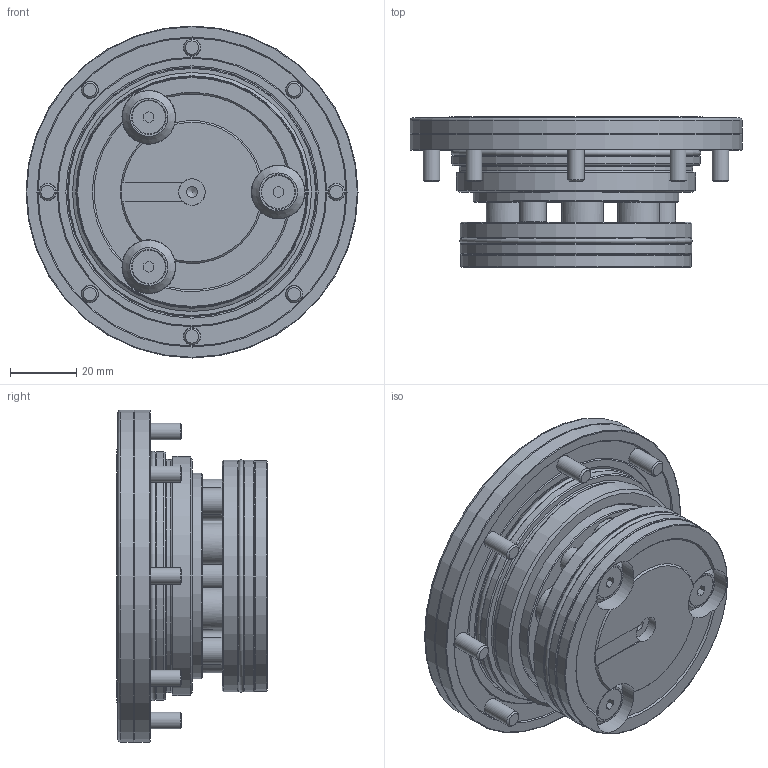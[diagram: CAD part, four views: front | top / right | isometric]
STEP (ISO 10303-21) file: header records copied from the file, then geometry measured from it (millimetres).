
FILE_DESCRIPTION (( 'STEP AP214' ), '1' );
FILE_NAME ('STARK_5000 104-5_A.STEP', '2022-01-27T09:34:54', ( '' ), ( '' ), 'SwSTEP 2.0', 'SolidWorks 2021', '' );
FILE_SCHEMA (( 'AUTOMOTIVE_DESIGN' ));
Length unit declared in the file: millimetre
Products named in the file (1): STARK_5000 104-5_A
Bounding box: 100 x 45.3 x 100 mm (x, y, z)
Volume: 174843.8 mm3; surface area: 44002.5 mm2
Topology: 1 solids, 22 shells, 523 faces, 1150 edges, 760 vertices
Faces by surface type: plane 239, cylinder 161, cone 74, torus 49
Full cylindrical faces by diameter (mm): 3.3 x1, 5 x14, 5.2 x17, 5.3 x3, 6.9 x6, 7.05 x6, 8 x4, 8.5 x8, 9 x8, 9.001 x8, 10 x3, 11.5 x3, 12.5 x6, 13.9 x3, 16 x3, 16.2 x3, 32 x1, 32.2 x1, 61.9 x1, 62 x1, 69.3 x1, 69.8 x2, 70.2 x1, 72 x1, 72.967 x2, 75 x1, 100 x2
Entity records: 16359 total; most frequent: CARTESIAN_POINT 2408, DIRECTION 2232, ORIENTED_EDGE 1668, AXIS2_PLACEMENT_3D 966, EDGE_LOOP 873, EDGE_CURVE 834, FACE_OUTER_BOUND 673, VERTEX_POINT 659
